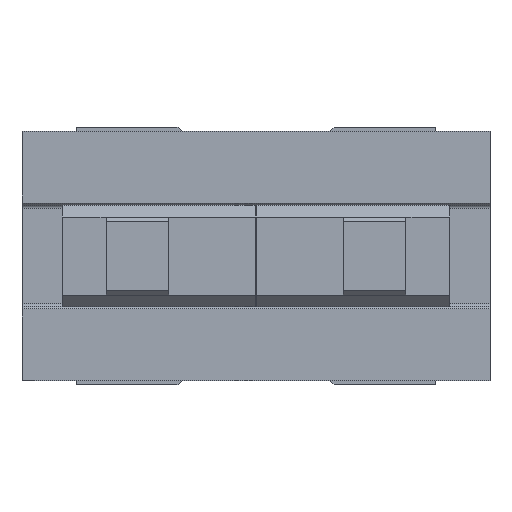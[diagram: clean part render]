
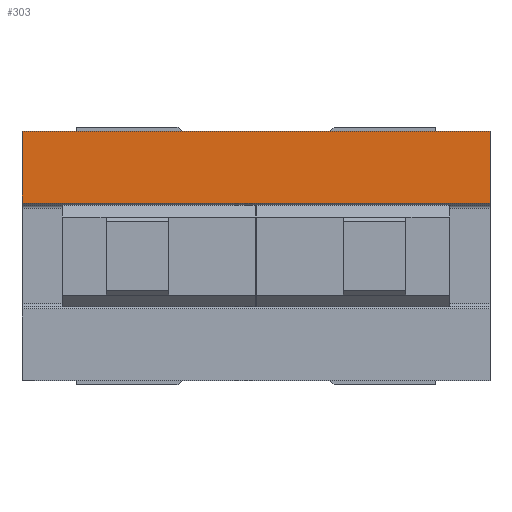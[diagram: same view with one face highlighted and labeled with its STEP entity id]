
A CAD part, left-side view. The second image highlights one B-rep face of the part: STEP entity #303.
In plain terms, the highlighted planar face has unit normal (-1, 0, 0).
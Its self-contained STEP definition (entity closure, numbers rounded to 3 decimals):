
#303 = ADVANCED_FACE( '', ( #567 ), #568, .F. );
#567 = FACE_OUTER_BOUND( '', #989, .T. );
#568 = PLANE( '', #990 );
#989 = EDGE_LOOP( '', ( #1735, #1736, #1737, #1738 ) );
#990 = AXIS2_PLACEMENT_3D( '', #1739, #1740, #1741 );
#1735 = ORIENTED_EDGE( '', *, *, #2623, .T. );
#1736 = ORIENTED_EDGE( '', *, *, #2508, .F. );
#1737 = ORIENTED_EDGE( '', *, *, #2549, .F. );
#1738 = ORIENTED_EDGE( '', *, *, #2530, .F. );
#1739 = CARTESIAN_POINT( '', ( -43.5, 0., 0. ) );
#1740 = DIRECTION( '', ( 1., 0., 0. ) );
#1741 = DIRECTION( '', ( 0., 0., -1. ) );
#2508 = EDGE_CURVE( '', #2906, #2907, #2908, .T. );
#2530 = EDGE_CURVE( '', #2949, #2951, #2952, .T. );
#2549 = EDGE_CURVE( '', #2951, #2906, #2987, .T. );
#2623 = EDGE_CURVE( '', #2949, #2907, #3098, .T. );
#2906 = VERTEX_POINT( '', #3608 );
#2907 = VERTEX_POINT( '', #3609 );
#2908 = LINE( '', #3610, #3611 );
#2949 = VERTEX_POINT( '', #3664 );
#2951 = VERTEX_POINT( '', #3667 );
#2952 = LINE( '', #3668, #3669 );
#2987 = LINE( '', #3714, #3715 );
#3098 = LINE( '', #4041, #4042 );
#3608 = CARTESIAN_POINT( '', ( -43.5, -15., 8. ) );
#3609 = CARTESIAN_POINT( '', ( -43.5, -15., 3.391 ) );
#3610 = CARTESIAN_POINT( '', ( -43.5, -15., 8. ) );
#3611 = VECTOR( '', #4542, 1000. );
#3664 = CARTESIAN_POINT( '', ( -43.5, 15., 3.391 ) );
#3667 = CARTESIAN_POINT( '', ( -43.5, 15., 8. ) );
#3668 = CARTESIAN_POINT( '', ( -43.5, 15., -8. ) );
#3669 = VECTOR( '', #4580, 1000. );
#3714 = CARTESIAN_POINT( '', ( -43.5, 15., 8. ) );
#3715 = VECTOR( '', #4615, 1000. );
#4041 = CARTESIAN_POINT( '', ( -43.5, 15., 3.391 ) );
#4042 = VECTOR( '', #4726, 1000. );
#4542 = DIRECTION( '', ( 0., 0., -1. ) );
#4580 = DIRECTION( '', ( 0., 0., 1. ) );
#4615 = DIRECTION( '', ( 0., -1., 0. ) );
#4726 = DIRECTION( '', ( 0., -1., 0. ) );
